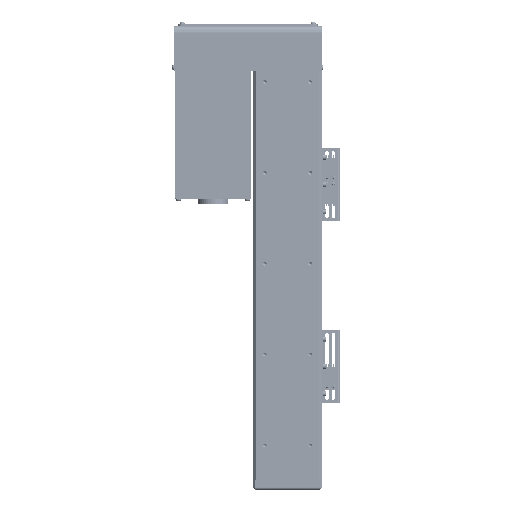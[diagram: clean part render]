
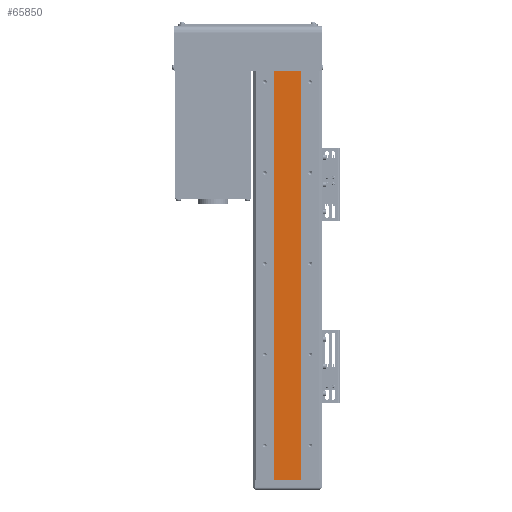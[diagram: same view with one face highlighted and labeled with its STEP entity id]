
A CAD part, front view. The second image highlights one B-rep face of the part: STEP entity #65850.
In plain terms, the highlighted planar face has unit normal (0, -1, 0).
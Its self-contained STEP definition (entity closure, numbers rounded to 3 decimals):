
#1467 = CARTESIAN_POINT ( 'NONE',  ( -14.5, 0., 0. ) ) ;
#1861 = DIRECTION ( 'NONE',  ( 1., 0., 0. ) ) ;
#25343 = VERTEX_POINT ( 'NONE', #1467 ) ;
#30297 = PLANE ( 'NONE',  #30696 ) ;
#30696 = AXIS2_PLACEMENT_3D ( 'NONE', #154659, #68151, #155738 ) ;
#33882 = EDGE_CURVE ( 'NONE', #101709, #53850, #52391, .T. ) ;
#46137 = CARTESIAN_POINT ( 'NONE',  ( -14.5, 0., -1350. ) ) ;
#49539 = FACE_OUTER_BOUND ( 'NONE', #99815, .T. ) ;
#51567 = ORIENTED_EDGE ( 'NONE', *, *, #54025, .T. ) ;
#51733 = VERTEX_POINT ( 'NONE', #139446 ) ;
#52391 = LINE ( 'NONE', #94619, #85726 ) ;
#53850 = VERTEX_POINT ( 'NONE', #135380 ) ;
#54025 = EDGE_CURVE ( 'NONE', #101709, #51733, #61213, .T. ) ;
#58727 = LINE ( 'NONE', #46137, #92023 ) ;
#61213 = LINE ( 'NONE', #140823, #90587 ) ;
#63186 = EDGE_CURVE ( 'NONE', #25343, #51733, #88924, .T. ) ;
#65798 = DIRECTION ( 'NONE',  ( 0., 0., 1. ) ) ;
#65850 = ADVANCED_FACE ( 'NONE', ( #49539 ), #30297, .T. ) ;
#68151 = DIRECTION ( 'NONE',  ( 0., -1., 0. ) ) ;
#74833 = ORIENTED_EDGE ( 'NONE', *, *, #132565, .F. ) ;
#78234 = ORIENTED_EDGE ( 'NONE', *, *, #33882, .F. ) ;
#85726 = VECTOR ( 'NONE', #95157, 1000. ) ;
#88924 = LINE ( 'NONE', #151965, #151616 ) ;
#90587 = VECTOR ( 'NONE', #65798, 1000. ) ;
#92023 = VECTOR ( 'NONE', #146367, 1000. ) ;
#94619 = CARTESIAN_POINT ( 'NONE',  ( 14.5, 0., -450. ) ) ;
#95157 = DIRECTION ( 'NONE',  ( -1., 0., 0. ) ) ;
#99815 = EDGE_LOOP ( 'NONE', ( #78234, #51567, #151371, #74833 ) ) ;
#101709 = VERTEX_POINT ( 'NONE', #124999 ) ;
#124999 = CARTESIAN_POINT ( 'NONE',  ( 14.5, 0., -450. ) ) ;
#132565 = EDGE_CURVE ( 'NONE', #53850, #25343, #58727, .T. ) ;
#135380 = CARTESIAN_POINT ( 'NONE',  ( -14.5, 0., -450. ) ) ;
#139446 = CARTESIAN_POINT ( 'NONE',  ( 14.5, 0., 0. ) ) ;
#140823 = CARTESIAN_POINT ( 'NONE',  ( 14.5, 0., -1350. ) ) ;
#146367 = DIRECTION ( 'NONE',  ( 0., 0., 1. ) ) ;
#151371 = ORIENTED_EDGE ( 'NONE', *, *, #63186, .F. ) ;
#151616 = VECTOR ( 'NONE', #1861, 1000. ) ;
#151965 = CARTESIAN_POINT ( 'NONE',  ( 14.5, 0., 0. ) ) ;
#154659 = CARTESIAN_POINT ( 'NONE',  ( 14.5, 0., -1350. ) ) ;
#155738 = DIRECTION ( 'NONE',  ( 0., 0., -1. ) ) ;
